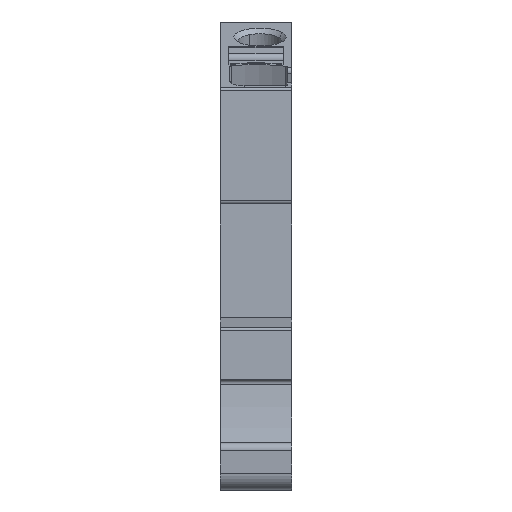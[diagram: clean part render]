
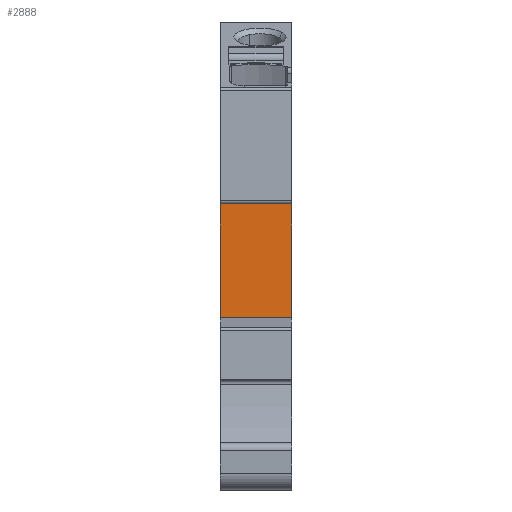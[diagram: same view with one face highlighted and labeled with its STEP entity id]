
A CAD part, front view. The second image highlights one B-rep face of the part: STEP entity #2888.
In plain terms, the highlighted planar face has unit normal (0, -1, 0).
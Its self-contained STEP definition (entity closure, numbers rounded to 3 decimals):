
#2861=AXIS2_PLACEMENT_3D('Plane Axis2P3D',#2858,#2859,#2860) ;
#2836=CARTESIAN_POINT('Vertex',(0.,12.766,32.3)) ;
#2839=CARTESIAN_POINT('Line Origine',(4.05,12.766,32.3)) ;
#2843=CARTESIAN_POINT('Vertex',(8.1,12.766,32.3)) ;
#2858=CARTESIAN_POINT('Axis2P3D Location',(0.,12.766,32.3)) ;
#2863=CARTESIAN_POINT('Line Origine',(0.,12.766,25.875)) ;
#2867=CARTESIAN_POINT('Vertex',(0.,12.766,19.45)) ;
#2870=CARTESIAN_POINT('Line Origine',(4.05,12.766,19.45)) ;
#2874=CARTESIAN_POINT('Vertex',(8.1,12.766,19.45)) ;
#2877=CARTESIAN_POINT('Line Origine',(8.1,12.766,25.875)) ;
#2840=DIRECTION('Vector Direction',(1.,0.,0.)) ;
#2859=DIRECTION('Axis2P3D Direction',(0.,-1.,0.)) ;
#2860=DIRECTION('Axis2P3D XDirection',(0.,0.,-1.)) ;
#2864=DIRECTION('Vector Direction',(0.,0.,-1.)) ;
#2871=DIRECTION('Vector Direction',(1.,0.,0.)) ;
#2878=DIRECTION('Vector Direction',(0.,0.,-1.)) ;
#2841=VECTOR('Line Direction',#2840,1.) ;
#2865=VECTOR('Line Direction',#2864,1.) ;
#2872=VECTOR('Line Direction',#2871,1.) ;
#2879=VECTOR('Line Direction',#2878,1.) ;
#2883=ORIENTED_EDGE('',*,*,#2845,.F.) ;
#2884=ORIENTED_EDGE('',*,*,#2869,.T.) ;
#2885=ORIENTED_EDGE('',*,*,#2876,.T.) ;
#2886=ORIENTED_EDGE('',*,*,#2881,.F.) ;
#2888=ADVANCED_FACE('MLD_AITB_6_BB_2C',(#2887),#2862,.T.) ;
#2845=EDGE_CURVE('',#2837,#2844,#2842,.T.) ;
#2869=EDGE_CURVE('',#2837,#2868,#2866,.T.) ;
#2876=EDGE_CURVE('',#2868,#2875,#2873,.T.) ;
#2881=EDGE_CURVE('',#2844,#2875,#2880,.T.) ;
#2882=EDGE_LOOP('',(#2883,#2884,#2885,#2886)) ;
#2887=FACE_OUTER_BOUND('',#2882,.T.) ;
#2842=LINE('Line',#2839,#2841) ;
#2866=LINE('Line',#2863,#2865) ;
#2873=LINE('Line',#2870,#2872) ;
#2880=LINE('Line',#2877,#2879) ;
#2862=PLANE('',#2861) ;
#2837=VERTEX_POINT('',#2836) ;
#2844=VERTEX_POINT('',#2843) ;
#2868=VERTEX_POINT('',#2867) ;
#2875=VERTEX_POINT('',#2874) ;
